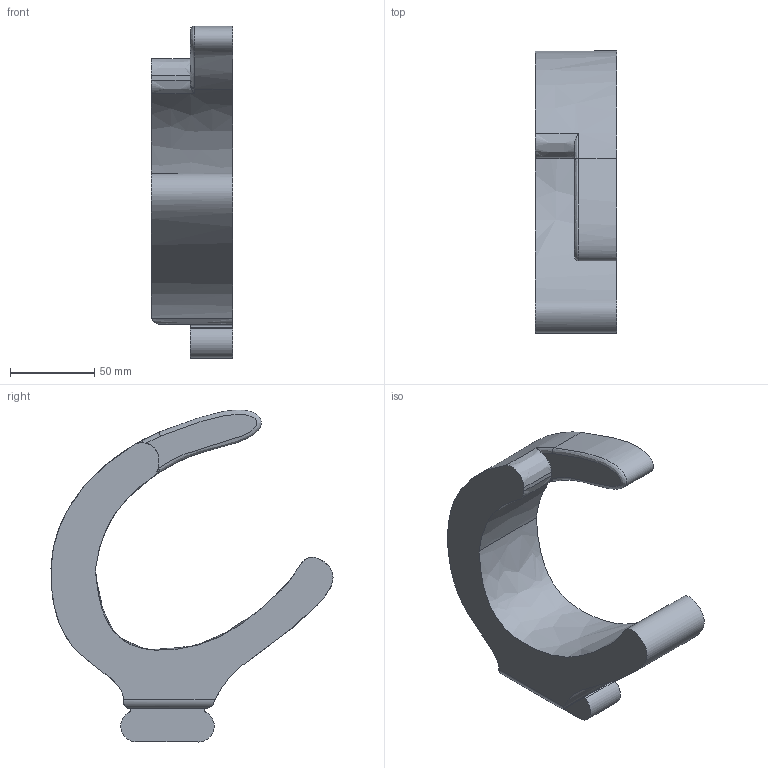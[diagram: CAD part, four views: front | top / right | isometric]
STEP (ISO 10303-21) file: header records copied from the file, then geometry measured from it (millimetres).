
FILE_DESCRIPTION(/* description */ (''),/* implementation_level */ '2;1');
FILE_NAME(/* name */ 'brazo.step',/* time_stamp */ '2020-08-11T21:09:47-04:00',/* author */ (''),/* organization */ (''),/* preprocessor_version */ 'ST-DEVELOPER v18.1',/* originating_system */ 'Autodesk Translation Framework v9.3.0.1241',/* authorisation */ '');
FILE_SCHEMA (('AUTOMOTIVE_DESIGN { 1 0 10303 214 3 1 1 }'));
Length unit declared in the file: millimetre
Products named in the file (1): FusionComponent
Bounding box: 48 x 167.08 x 196.69 mm (x, y, z)
Volume: 444733.3 mm3; surface area: 54912.6 mm2
Topology: 1 solids, 1 shells, 28 faces, 79 edges, 50 vertices
Faces by surface type: bspline 13, cylinder 8, plane 7
Entity records: 1957 total; most frequent: CARTESIAN_POINT 1309, ORIENTED_EDGE 158, DIRECTION 90, EDGE_CURVE 79, VERTEX_POINT 50, AXIS2_PLACEMENT_3D 33, B_SPLINE_CURVE_WITH_KNOTS 29, FACE_OUTER_BOUND 28
